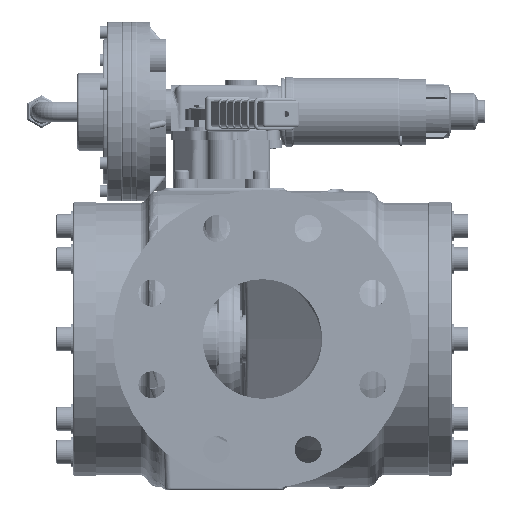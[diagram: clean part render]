
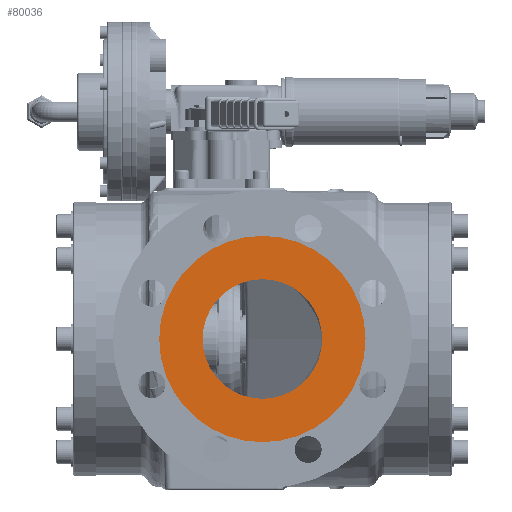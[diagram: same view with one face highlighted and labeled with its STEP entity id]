
A CAD part, left-side view. The second image highlights one B-rep face of the part: STEP entity #80036.
In plain terms, the highlighted planar face has unit normal (-1, 0, 0).
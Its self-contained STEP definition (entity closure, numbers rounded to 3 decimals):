
#985 = VERTEX_POINT ( 'NONE', #69645 ) ;
#6963 = CIRCLE ( 'NONE', #22086, 69. ) ;
#8212 = CIRCLE ( 'NONE', #131251, 40. ) ;
#10249 = ORIENTED_EDGE ( 'NONE', *, *, #108175, .F. ) ;
#16342 = DIRECTION ( 'NONE',  ( -1., 0., 0. ) ) ;
#17512 = ORIENTED_EDGE ( 'NONE', *, *, #115035, .F. ) ;
#19178 = AXIS2_PLACEMENT_3D ( 'NONE', #129007, #16342, #97565 ) ;
#21477 = FACE_OUTER_BOUND ( 'NONE', #130496, .T. ) ;
#22086 = AXIS2_PLACEMENT_3D ( 'NONE', #96708, #128591, #35597 ) ;
#24100 = ORIENTED_EDGE ( 'NONE', *, *, #80429, .F. ) ;
#24830 = PLANE ( 'NONE',  #29169 ) ;
#26770 = DIRECTION ( 'NONE',  ( -1., 0., 0. ) ) ;
#26933 = EDGE_LOOP ( 'NONE', ( #74029, #17512 ) ) ;
#29169 = AXIS2_PLACEMENT_3D ( 'NONE', #52686, #126790, #124563 ) ;
#35597 = DIRECTION ( 'NONE',  ( 0., 1., 0. ) ) ;
#37142 = VERTEX_POINT ( 'NONE', #119357 ) ;
#37914 = VERTEX_POINT ( 'NONE', #106327 ) ;
#52686 = CARTESIAN_POINT ( 'NONE',  ( -2149., 0., 108. ) ) ;
#55997 = CARTESIAN_POINT ( 'NONE',  ( -2149., 0., 108. ) ) ;
#57385 = VERTEX_POINT ( 'NONE', #68116 ) ;
#68116 = CARTESIAN_POINT ( 'NONE',  ( -2149., 0., 68. ) ) ;
#69645 = CARTESIAN_POINT ( 'NONE',  ( -2149., -69., 108. ) ) ;
#74029 = ORIENTED_EDGE ( 'NONE', *, *, #129553, .F. ) ;
#74493 = FACE_BOUND ( 'NONE', #26933, .T. ) ;
#75529 = CIRCLE ( 'NONE', #19178, 40. ) ;
#80036 = ADVANCED_FACE ( 'NONE', ( #74493, #21477 ), #24830, .F. ) ;
#80429 = EDGE_CURVE ( 'NONE', #37142, #985, #84110, .T. ) ;
#84110 = CIRCLE ( 'NONE', #85011, 69. ) ;
#85011 = AXIS2_PLACEMENT_3D ( 'NONE', #89110, #90855, #110222 ) ;
#89110 = CARTESIAN_POINT ( 'NONE',  ( -2149., 0., 108. ) ) ;
#90855 = DIRECTION ( 'NONE',  ( 1., 0., 0. ) ) ;
#96708 = CARTESIAN_POINT ( 'NONE',  ( -2149., 0., 108. ) ) ;
#97565 = DIRECTION ( 'NONE',  ( 0., 0., 1. ) ) ;
#106327 = CARTESIAN_POINT ( 'NONE',  ( -2149., 0., 148. ) ) ;
#108175 = EDGE_CURVE ( 'NONE', #985, #37142, #6963, .T. ) ;
#110222 = DIRECTION ( 'NONE',  ( 0., 1., 0. ) ) ;
#115035 = EDGE_CURVE ( 'NONE', #37914, #57385, #75529, .T. ) ;
#119357 = CARTESIAN_POINT ( 'NONE',  ( -2149., 69., 108. ) ) ;
#124563 = DIRECTION ( 'NONE',  ( 0., 0., -1. ) ) ;
#126790 = DIRECTION ( 'NONE',  ( 1., 0., 0. ) ) ;
#127852 = DIRECTION ( 'NONE',  ( 0., 0., 1. ) ) ;
#128591 = DIRECTION ( 'NONE',  ( 1., 0., 0. ) ) ;
#129007 = CARTESIAN_POINT ( 'NONE',  ( -2149., 0., 108. ) ) ;
#129553 = EDGE_CURVE ( 'NONE', #57385, #37914, #8212, .T. ) ;
#130496 = EDGE_LOOP ( 'NONE', ( #24100, #10249 ) ) ;
#131251 = AXIS2_PLACEMENT_3D ( 'NONE', #55997, #26770, #127852 ) ;
